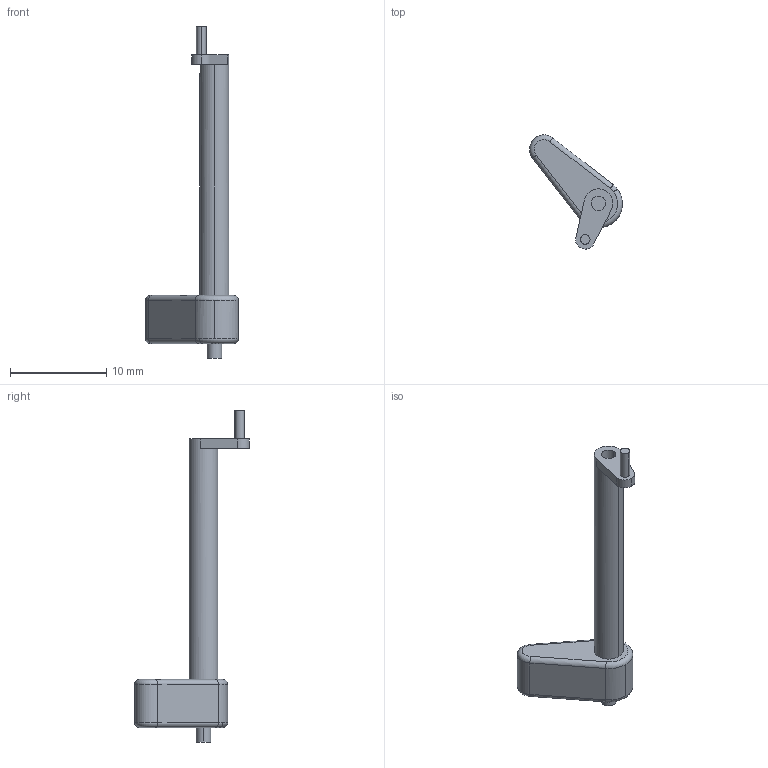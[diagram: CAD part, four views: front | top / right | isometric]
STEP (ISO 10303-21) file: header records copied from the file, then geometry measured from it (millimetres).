
FILE_DESCRIPTION(('produced by SPATIAL CORP'),'2;1');
FILE_NAME( 'zoom_shaft.prt.hh.sat.stp', '2002-04-19T13:52:23+00:00',('SPATIAL CORP'),('SPATIAL CORP'), 'ACIS STEP Husk','http://www.spatial.com','SPATIAL CORP');
FILE_SCHEMA(('CONFIG_CONTROL_DESIGN'));
Length unit declared in the file: millimetre
Products named in the file (1): PRODUCT_ID_1
Bounding box: 9.66 x 11.92 x 34.5 mm (x, y, z)
Volume: 411.3 mm3; surface area: 506.4 mm2
Topology: 1 solids, 1 shells, 35 faces, 79 edges, 50 vertices
Faces by surface type: cylinder 18, plane 11, torus 6
Entity records: 1017 total; most frequent: DIRECTION 171, ORIENTED_EDGE 158, CARTESIAN_POINT 151, EDGE_CURVE 79, AXIS2_PLACEMENT_3D 70, VERTEX_POINT 50, CIRCLE 44, EDGE_LOOP 39
